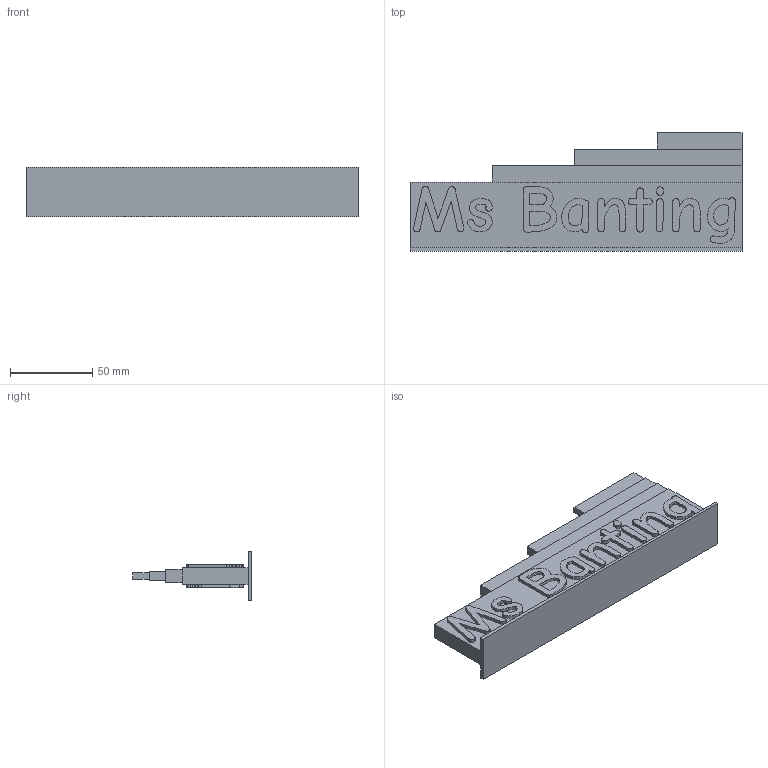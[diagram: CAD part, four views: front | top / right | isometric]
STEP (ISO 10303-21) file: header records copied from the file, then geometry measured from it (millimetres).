
FILE_DESCRIPTION(/* description */ ('STEP AP242','CAx-IF Rec.Pracs.---Representation and Presentation of Product Manufacturing Information (PMI)---4.0---2014-10-13','CAx-IF Rec.Pracs.---3D Tessellated Geometry---0.4---2014-09-14','2;1'),/* implementation_level */ '2;1');
FILE_NAME(/* name */ '65b99b5ff2321d7b4d6ef63b',/* time_stamp */ '2024-01-31T00:59:12Z',/* author */ (''),/* organization */ (''),/* preprocessor_version */ 'ST-DEVELOPER v19.4',/* originating_system */ ' ',/* authorisation */ ' ');
FILE_SCHEMA (('AP242_MANAGED_MODEL_BASED_3D_ENGINEERING_MIM_LF { 1 0 10303 442 1 1 4 }'));
Length unit declared in the file: metre
Products named in the file (22): Base; Part 14; Part 21; Part 15; Part 20; Part 19; Part 18; Part 17; Part 16; Part 13; Part 12; Part 2; Part 3; Part 4; Part 11; Part 8; Part 10; Part 9; Part 7; Part 5; Part 6; Part 1
Bounding box: 201.48 x 71.99 x 30 mm (x, y, z)
Volume: 120714.3 mm3; surface area: 52246 mm2
Topology: 22 solids, 22 shells, 566 faces, 1566 edges, 1044 vertices
Faces by surface type: bspline 416, plane 150
Entity records: 19920 total; most frequent: CARTESIAN_POINT 7774, ORIENTED_EDGE 3132, EDGE_CURVE 1566, DIRECTION 1078, VERTEX_POINT 1044, B_SPLINE_CURVE_WITH_KNOTS 832, LINE 734, VECTOR 734
